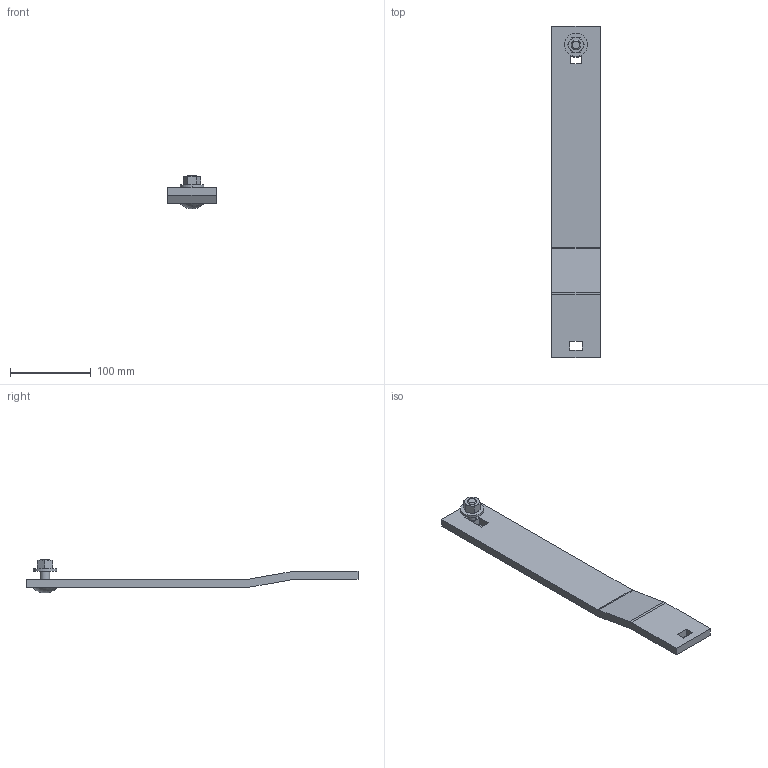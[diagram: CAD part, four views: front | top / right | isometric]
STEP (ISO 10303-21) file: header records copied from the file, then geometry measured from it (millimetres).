
FILE_DESCRIPTION(('STEP AP214'),'1');
FILE_NAME('cctmp_ECFBBAF7-F298-46EE-87FE-42052168BCBF_2024_05_23_13_28_06_0596..stp','2024-05-23T11:28:06',('SIEMENS A&D'),('CADClick - www.CADClick.com'),'Spatial InterOp 3D',' ','unknown authorization');
FILE_SCHEMA(('AUTOMOTIVE_DESIGN'));
Length unit declared in the file: millimetre
Products named in the file (5): cc_unnamed; 2024_05_23_13_28_06_0581; 2024_05_23_13_28_06_0550; 2024_05_23_13_28_06_0518; 2024_05_23_13_28_06_0456
Assembly tree (4 placements, depth 2):
  cc_unnamed
    2024_05_23_13_28_06_0581
    2024_05_23_13_28_06_0550
    2024_05_23_13_28_06_0518
    2024_05_23_13_28_06_0456
Bounding box: 60 x 411.72 x 42.15 mm (x, y, z)
Volume: 253208.4 mm3; surface area: 65206.5 mm2
Topology: 4 solids, 4 shells, 67 faces, 153 edges, 96 vertices
Faces by surface type: plane 35, cone 18, cylinder 12, sphere 2
Entity records: 2582 total; most frequent: CARTESIAN_POINT 417, DIRECTION 318, ORIENTED_EDGE 306, EDGE_CURVE 153, AXIS2_PLACEMENT_3D 117, VERTEX_POINT 96, LINE 84, VECTOR 84
